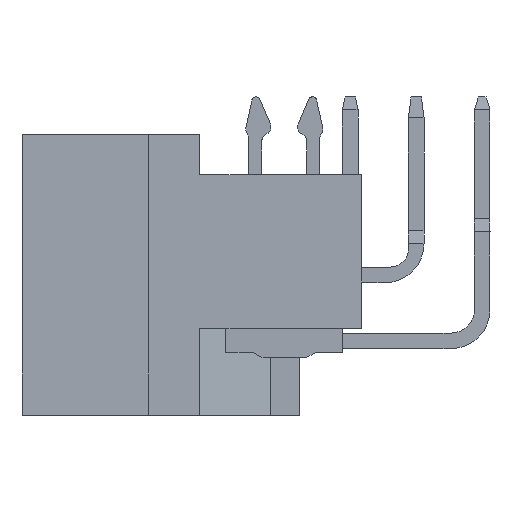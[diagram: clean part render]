
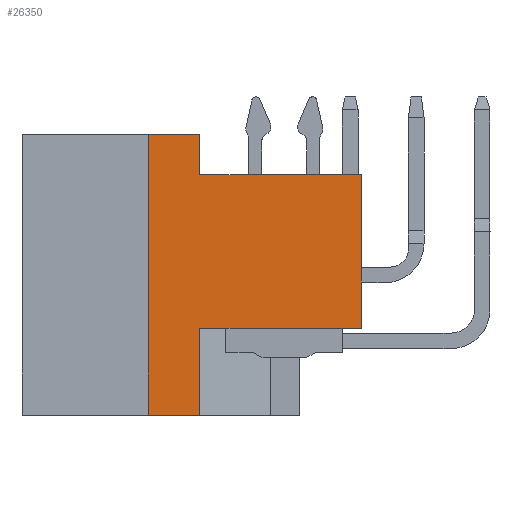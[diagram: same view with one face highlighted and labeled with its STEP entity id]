
A CAD part, left-side view. The second image highlights one B-rep face of the part: STEP entity #26350.
In plain terms, the highlighted planar face has unit normal (-1, 0, 0).
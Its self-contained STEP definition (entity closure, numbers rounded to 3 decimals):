
#821=DIRECTION('',(0.,-1.,0.));
#822=VECTOR('',#821,1.99);
#823=CARTESIAN_POINT('',(-26.9,7.94,5.4));
#824=LINE('',#823,#822);
#845=DIRECTION('',(0.,0.,1.));
#846=VECTOR('',#845,1.55);
#847=CARTESIAN_POINT('',(-26.9,5.95,3.85));
#848=LINE('',#847,#846);
#849=DIRECTION('',(0.,1.,0.));
#850=VECTOR('',#849,6.22);
#851=CARTESIAN_POINT('',(-26.9,-0.27,3.85));
#852=LINE('',#851,#850);
#853=DIRECTION('',(0.,0.,1.));
#854=VECTOR('',#853,5.9);
#855=CARTESIAN_POINT('',(-26.9,-0.27,-2.05));
#856=LINE('',#855,#854);
#865=DIRECTION('',(0.,1.,0.));
#866=VECTOR('',#865,6.22);
#867=CARTESIAN_POINT('',(-26.9,-0.27,-2.05));
#868=LINE('',#867,#866);
#1129=DIRECTION('',(0.,1.,0.));
#1130=VECTOR('',#1129,1.99);
#1131=CARTESIAN_POINT('',(-26.9,5.95,-5.4));
#1132=LINE('',#1131,#1130);
#1133=DIRECTION('',(0.,0.,1.));
#1134=VECTOR('',#1133,3.35);
#1135=CARTESIAN_POINT('',(-26.9,5.95,-5.4));
#1136=LINE('',#1135,#1134);
#18029=DIRECTION('',(0.,0.,1.));
#18030=VECTOR('',#18029,10.8);
#18031=CARTESIAN_POINT('',(-26.9,7.94,-5.4));
#18032=LINE('',#18031,#18030);
#22937=CARTESIAN_POINT('',(-26.9,5.95,3.85));
#22938=VERTEX_POINT('',#22937);
#22939=CARTESIAN_POINT('',(-26.9,-0.27,3.85));
#22940=VERTEX_POINT('',#22939);
#22979=CARTESIAN_POINT('',(-26.9,5.95,5.4));
#22980=VERTEX_POINT('',#22979);
#22981=CARTESIAN_POINT('',(-26.9,-0.27,-2.05));
#22982=CARTESIAN_POINT('',(-26.9,5.95,-2.05));
#22983=VERTEX_POINT('',#22981);
#22984=VERTEX_POINT('',#22982);
#22985=CARTESIAN_POINT('',(-26.9,5.95,-5.4));
#22986=VERTEX_POINT('',#22985);
#22987=CARTESIAN_POINT('',(-26.9,7.94,-5.4));
#22988=VERTEX_POINT('',#22987);
#22989=CARTESIAN_POINT('',(-26.9,7.94,5.4));
#22990=VERTEX_POINT('',#22989);
#26329=CARTESIAN_POINT('',(-26.9,3.835,0.));
#26330=DIRECTION('',(1.,0.,0.));
#26331=DIRECTION('',(0.,0.,1.));
#26332=AXIS2_PLACEMENT_3D('',#26329,#26330,#26331);
#26333=PLANE('',#26332);
#26335=ORIENTED_EDGE('',*,*,#26334,.T.);
#26337=ORIENTED_EDGE('',*,*,#26336,.F.);
#26339=ORIENTED_EDGE('',*,*,#26338,.T.);
#26341=ORIENTED_EDGE('',*,*,#26340,.T.);
#26342=ORIENTED_EDGE('',*,*,#26299,.T.);
#26343=ORIENTED_EDGE('',*,*,#26319,.F.);
#26345=ORIENTED_EDGE('',*,*,#26344,.F.);
#26347=ORIENTED_EDGE('',*,*,#26346,.F.);
#26348=EDGE_LOOP('',(#26335,#26337,#26339,#26341,#26342,#26343,#26345,#26347));
#26349=FACE_OUTER_BOUND('',#26348,.F.);
#26299=EDGE_CURVE('',#22990,#22980,#824,.T.);
#26319=EDGE_CURVE('',#22938,#22980,#848,.T.);
#26334=EDGE_CURVE('',#22983,#22984,#868,.T.);
#26336=EDGE_CURVE('',#22986,#22984,#1136,.T.);
#26338=EDGE_CURVE('',#22986,#22988,#1132,.T.);
#26340=EDGE_CURVE('',#22988,#22990,#18032,.T.);
#26344=EDGE_CURVE('',#22940,#22938,#852,.T.);
#26346=EDGE_CURVE('',#22983,#22940,#856,.T.);
#26350=ADVANCED_FACE('',(#26349),#26333,.F.);
